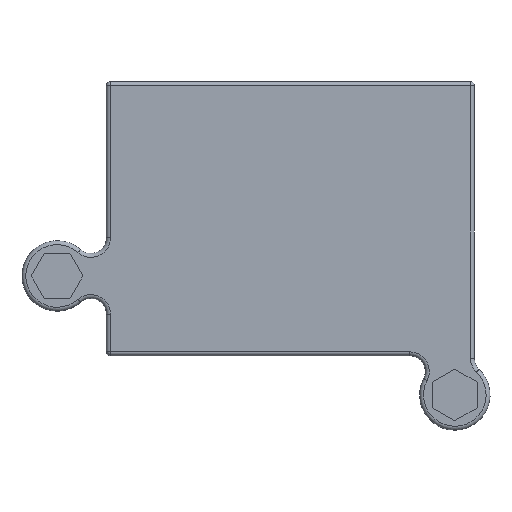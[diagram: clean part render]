
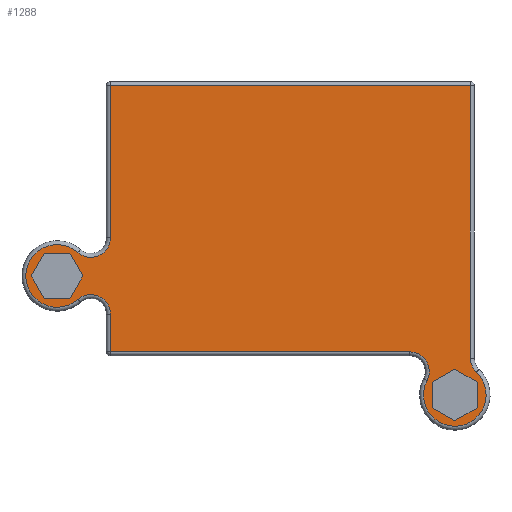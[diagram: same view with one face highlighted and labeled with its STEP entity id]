
A CAD part, front view. The second image highlights one B-rep face of the part: STEP entity #1288.
In plain terms, the highlighted planar face has unit normal (0, -1, 0).
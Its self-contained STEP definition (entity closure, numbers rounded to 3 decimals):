
#15=FACE_BOUND('',#395,.T.);
#16=FACE_BOUND('',#396,.T.);
#42=LINE('',#2085,#138);
#44=LINE('',#2093,#140);
#46=LINE('',#2117,#142);
#48=LINE('',#2127,#144);
#50=LINE('',#2150,#146);
#62=LINE('',#2188,#158);
#63=LINE('',#2190,#159);
#64=LINE('',#2192,#160);
#65=LINE('',#2194,#161);
#66=LINE('',#2196,#162);
#67=LINE('',#2197,#163);
#68=LINE('',#2200,#164);
#69=LINE('',#2202,#165);
#70=LINE('',#2204,#166);
#71=LINE('',#2206,#167);
#72=LINE('',#2208,#168);
#73=LINE('',#2209,#169);
#138=VECTOR('',#1637,10.);
#140=VECTOR('',#1645,10.);
#142=VECTOR('',#1675,10.);
#144=VECTOR('',#1687,10.);
#146=VECTOR('',#1717,10.);
#158=VECTOR('',#1761,10.);
#159=VECTOR('',#1762,10.);
#160=VECTOR('',#1763,10.);
#161=VECTOR('',#1764,10.);
#162=VECTOR('',#1765,10.);
#163=VECTOR('',#1766,10.);
#164=VECTOR('',#1767,10.);
#165=VECTOR('',#1768,10.);
#166=VECTOR('',#1769,10.);
#167=VECTOR('',#1770,10.);
#168=VECTOR('',#1771,10.);
#169=VECTOR('',#1772,10.);
#307=FACE_OUTER_BOUND('',#394,.T.);
#394=EDGE_LOOP('',(#983,#984,#985,#986,#987,#988,#989,#990,#991,#992,#993));
#395=EDGE_LOOP('',(#994,#995,#996,#997,#998,#999));
#396=EDGE_LOOP('',(#1000,#1001,#1002,#1003,#1004,#1005));
#476=CIRCLE('',#1406,2.5);
#479=CIRCLE('',#1410,4.);
#482=CIRCLE('',#1414,2.5);
#489=CIRCLE('',#1425,2.5);
#492=CIRCLE('',#1429,4.);
#495=CIRCLE('',#1433,2.5);
#567=VERTEX_POINT('',#2078);
#570=VERTEX_POINT('',#2083);
#571=VERTEX_POINT('',#2087);
#574=VERTEX_POINT('',#2095);
#576=VERTEX_POINT('',#2101);
#578=VERTEX_POINT('',#2107);
#580=VERTEX_POINT('',#2113);
#582=VERTEX_POINT('',#2121);
#585=VERTEX_POINT('',#2129);
#587=VERTEX_POINT('',#2135);
#589=VERTEX_POINT('',#2141);
#600=VERTEX_POINT('',#2186);
#601=VERTEX_POINT('',#2187);
#602=VERTEX_POINT('',#2189);
#603=VERTEX_POINT('',#2191);
#604=VERTEX_POINT('',#2193);
#605=VERTEX_POINT('',#2195);
#606=VERTEX_POINT('',#2198);
#607=VERTEX_POINT('',#2199);
#608=VERTEX_POINT('',#2201);
#609=VERTEX_POINT('',#2203);
#610=VERTEX_POINT('',#2205);
#611=VERTEX_POINT('',#2207);
#692=EDGE_CURVE('',#570,#567,#42,.T.);
#696=EDGE_CURVE('',#567,#571,#44,.T.);
#699=EDGE_CURVE('',#571,#574,#476,.T.);
#702=EDGE_CURVE('',#574,#576,#479,.T.);
#705=EDGE_CURVE('',#576,#578,#482,.T.);
#708=EDGE_CURVE('',#578,#580,#46,.T.);
#713=EDGE_CURVE('',#580,#582,#48,.T.);
#716=EDGE_CURVE('',#582,#585,#489,.T.);
#719=EDGE_CURVE('',#585,#587,#492,.T.);
#722=EDGE_CURVE('',#587,#589,#495,.T.);
#725=EDGE_CURVE('',#589,#570,#50,.T.);
#743=EDGE_CURVE('',#600,#601,#62,.T.);
#744=EDGE_CURVE('',#601,#602,#63,.T.);
#745=EDGE_CURVE('',#602,#603,#64,.T.);
#746=EDGE_CURVE('',#603,#604,#65,.T.);
#747=EDGE_CURVE('',#604,#605,#66,.T.);
#748=EDGE_CURVE('',#605,#600,#67,.T.);
#749=EDGE_CURVE('',#606,#607,#68,.T.);
#750=EDGE_CURVE('',#607,#608,#69,.T.);
#751=EDGE_CURVE('',#608,#609,#70,.T.);
#752=EDGE_CURVE('',#609,#610,#71,.T.);
#753=EDGE_CURVE('',#610,#611,#72,.T.);
#754=EDGE_CURVE('',#611,#606,#73,.T.);
#983=ORIENTED_EDGE('',*,*,#692,.F.);
#984=ORIENTED_EDGE('',*,*,#725,.F.);
#985=ORIENTED_EDGE('',*,*,#722,.F.);
#986=ORIENTED_EDGE('',*,*,#719,.F.);
#987=ORIENTED_EDGE('',*,*,#716,.F.);
#988=ORIENTED_EDGE('',*,*,#713,.F.);
#989=ORIENTED_EDGE('',*,*,#708,.F.);
#990=ORIENTED_EDGE('',*,*,#705,.F.);
#991=ORIENTED_EDGE('',*,*,#702,.F.);
#992=ORIENTED_EDGE('',*,*,#699,.F.);
#993=ORIENTED_EDGE('',*,*,#696,.F.);
#994=ORIENTED_EDGE('',*,*,#743,.T.);
#995=ORIENTED_EDGE('',*,*,#744,.T.);
#996=ORIENTED_EDGE('',*,*,#745,.T.);
#997=ORIENTED_EDGE('',*,*,#746,.T.);
#998=ORIENTED_EDGE('',*,*,#747,.T.);
#999=ORIENTED_EDGE('',*,*,#748,.T.);
#1000=ORIENTED_EDGE('',*,*,#749,.T.);
#1001=ORIENTED_EDGE('',*,*,#750,.T.);
#1002=ORIENTED_EDGE('',*,*,#751,.T.);
#1003=ORIENTED_EDGE('',*,*,#752,.T.);
#1004=ORIENTED_EDGE('',*,*,#753,.T.);
#1005=ORIENTED_EDGE('',*,*,#754,.T.);
#1232=PLANE('',#1451);
#1288=ADVANCED_FACE('',(#307,#15,#16),#1232,.F.);
#1406=AXIS2_PLACEMENT_3D('',#2099,#1652,#1653);
#1410=AXIS2_PLACEMENT_3D('',#2105,#1660,#1661);
#1414=AXIS2_PLACEMENT_3D('',#2111,#1668,#1669);
#1425=AXIS2_PLACEMENT_3D('',#2133,#1694,#1695);
#1429=AXIS2_PLACEMENT_3D('',#2139,#1702,#1703);
#1433=AXIS2_PLACEMENT_3D('',#2145,#1710,#1711);
#1451=AXIS2_PLACEMENT_3D('',#2185,#1759,#1760);
#1637=DIRECTION('',(1.,0.,0.));
#1645=DIRECTION('',(0.,0.,-1.));
#1652=DIRECTION('center_axis',(0.,-1.,0.));
#1653=DIRECTION('ref_axis',(-0.92,0.,-0.392));
#1660=DIRECTION('center_axis',(0.,1.,0.));
#1661=DIRECTION('ref_axis',(0.162,0.,-0.987));
#1668=DIRECTION('center_axis',(0.,-1.,0.));
#1669=DIRECTION('ref_axis',(0.855,0.,0.519));
#1675=DIRECTION('',(-1.,0.,0.));
#1687=DIRECTION('',(0.,0.,1.));
#1694=DIRECTION('center_axis',(0.,-1.,0.));
#1695=DIRECTION('ref_axis',(0.411,0.,0.911));
#1702=DIRECTION('center_axis',(0.,1.,0.));
#1703=DIRECTION('ref_axis',(-1.,0.,0.));
#1710=DIRECTION('center_axis',(0.,-1.,0.));
#1711=DIRECTION('ref_axis',(0.411,0.,-0.911));
#1717=DIRECTION('',(0.,0.,1.));
#1759=DIRECTION('center_axis',(0.,1.,0.));
#1760=DIRECTION('ref_axis',(0.,0.,1.));
#1761=DIRECTION('',(0.5,0.,-0.866));
#1762=DIRECTION('',(-0.5,0.,-0.866));
#1763=DIRECTION('',(-1.,0.,0.));
#1764=DIRECTION('',(-0.5,0.,0.866));
#1765=DIRECTION('',(0.5,0.,0.866));
#1766=DIRECTION('',(1.,0.,0.));
#1767=DIRECTION('',(0.866,0.,-0.5));
#1768=DIRECTION('',(0.,0.,-1.));
#1769=DIRECTION('',(-0.866,0.,-0.5));
#1770=DIRECTION('',(-0.866,0.,0.5));
#1771=DIRECTION('',(0.,0.,1.));
#1772=DIRECTION('',(0.866,0.,0.5));
#2078=CARTESIAN_POINT('',(23.,-3.,17.));
#2083=CARTESIAN_POINT('',(-23.,-3.,17.));
#2085=CARTESIAN_POINT('',(22.25,-3.,17.));
#2087=CARTESIAN_POINT('',(23.,-3.,-17.81));
#2093=CARTESIAN_POINT('',(23.,-3.,-20.629));
#2095=CARTESIAN_POINT('',(23.769,-3.,-19.614));
#2099=CARTESIAN_POINT('Origin',(25.5,-3.,-17.81));
#2101=CARTESIAN_POINT('',(17.452,-3.,-20.654));
#2105=CARTESIAN_POINT('Origin',(21.,-3.,-22.5));
#2107=CARTESIAN_POINT('',(15.234,-3.,-17.));
#2111=CARTESIAN_POINT('Origin',(15.234,-3.,-19.5));
#2113=CARTESIAN_POINT('',(-23.,-3.,-17.));
#2117=CARTESIAN_POINT('',(-1.25,-3.,-17.));
#2121=CARTESIAN_POINT('',(-23.,-3.,-12.174));
#2127=CARTESIAN_POINT('',(-23.,-3.,-16.15));
#2129=CARTESIAN_POINT('',(-27.154,-3.,-10.3));
#2133=CARTESIAN_POINT('Origin',(-25.5,-3.,-12.174));
#2135=CARTESIAN_POINT('',(-27.154,-3.,-4.3));
#2139=CARTESIAN_POINT('Origin',(-29.8,-3.,-7.3));
#2141=CARTESIAN_POINT('',(-23.,-3.,-2.426));
#2145=CARTESIAN_POINT('Origin',(-25.5,-3.,-2.426));
#2150=CARTESIAN_POINT('',(-23.,-3.,-2.5));
#2185=CARTESIAN_POINT('Origin',(21.,-3.,-22.5));
#2186=CARTESIAN_POINT('',(-28.155,-3.,-4.45));
#2187=CARTESIAN_POINT('',(-26.509,-3.,-7.3));
#2188=CARTESIAN_POINT('',(-18.102,-3.,-21.861));
#2189=CARTESIAN_POINT('',(-28.155,-3.,-10.15));
#2190=CARTESIAN_POINT('',(-23.861,-3.,-2.714));
#2191=CARTESIAN_POINT('',(-31.445,-3.,-10.15));
#2192=CARTESIAN_POINT('',(-3.577,-3.,-10.15));
#2193=CARTESIAN_POINT('',(-33.091,-3.,-7.3));
#2194=CARTESIAN_POINT('',(-22.216,-3.,-26.136));
#2195=CARTESIAN_POINT('',(-31.445,-3.,-4.45));
#2196=CARTESIAN_POINT('',(-29.62,-3.,-1.289));
#2197=CARTESIAN_POINT('',(-5.223,-3.,-4.45));
#2198=CARTESIAN_POINT('',(21.,-3.,-19.209));
#2199=CARTESIAN_POINT('',(23.85,-3.,-20.855));
#2200=CARTESIAN_POINT('',(21.713,-3.,-19.62));
#2201=CARTESIAN_POINT('',(23.85,-3.,-24.145));
#2202=CARTESIAN_POINT('',(23.85,-3.,-21.677));
#2203=CARTESIAN_POINT('',(21.,-3.,-25.791));
#2204=CARTESIAN_POINT('',(23.138,-3.,-24.557));
#2205=CARTESIAN_POINT('',(18.15,-3.,-24.145));
#2206=CARTESIAN_POINT('',(20.288,-3.,-25.38));
#2207=CARTESIAN_POINT('',(18.15,-3.,-20.855));
#2208=CARTESIAN_POINT('',(18.15,-3.,-23.323));
#2209=CARTESIAN_POINT('',(18.863,-3.,-20.443));
